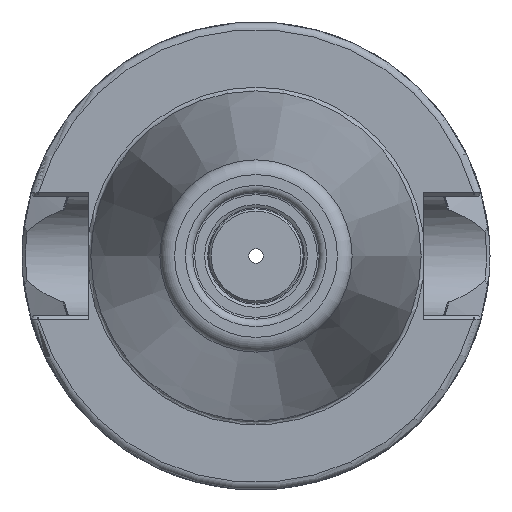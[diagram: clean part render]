
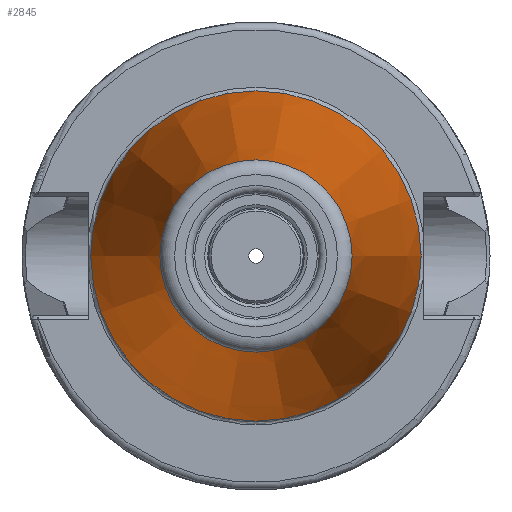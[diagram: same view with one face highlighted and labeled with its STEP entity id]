
A CAD part, left-side view. The second image highlights one B-rep face of the part: STEP entity #2845.
In plain terms, the highlighted conical face has half-angle 8.297 degrees and reference radius 17.581 mm.
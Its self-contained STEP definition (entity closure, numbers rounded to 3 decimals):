
#162=CONICAL_SURFACE('',#3123,17.581,0.145);
#324=LINE('',#5313,#455);
#455=VECTOR('',#3736,17.581);
#640=FACE_OUTER_BOUND('',#806,.T.);
#806=EDGE_LOOP('',(#2313,#2314,#2315,#2316,#2317,#2318,#2319));
#1011=CIRCLE('',#3119,12.937);
#1012=CIRCLE('',#3120,12.937);
#1013=CIRCLE('',#3121,12.937);
#1015=CIRCLE('',#3124,22.225);
#1016=CIRCLE('',#3125,22.225);
#1291=VERTEX_POINT('',#5301);
#1292=VERTEX_POINT('',#5302);
#1293=VERTEX_POINT('',#5304);
#1294=VERTEX_POINT('',#5309);
#1295=VERTEX_POINT('',#5310);
#1663=EDGE_CURVE('',#1291,#1292,#1011,.T.);
#1664=EDGE_CURVE('',#1293,#1291,#1012,.T.);
#1665=EDGE_CURVE('',#1292,#1293,#1013,.T.);
#1667=EDGE_CURVE('',#1294,#1295,#1015,.T.);
#1668=EDGE_CURVE('',#1295,#1294,#1016,.T.);
#1669=EDGE_CURVE('',#1295,#1293,#324,.T.);
#2313=ORIENTED_EDGE('',*,*,#1667,.F.);
#2314=ORIENTED_EDGE('',*,*,#1668,.F.);
#2315=ORIENTED_EDGE('',*,*,#1669,.T.);
#2316=ORIENTED_EDGE('',*,*,#1664,.T.);
#2317=ORIENTED_EDGE('',*,*,#1663,.T.);
#2318=ORIENTED_EDGE('',*,*,#1665,.T.);
#2319=ORIENTED_EDGE('',*,*,#1669,.F.);
#2845=ADVANCED_FACE('',(#640),#162,.T.);
#3119=AXIS2_PLACEMENT_3D('',#5303,#3722,#3723);
#3120=AXIS2_PLACEMENT_3D('',#5305,#3724,#3725);
#3121=AXIS2_PLACEMENT_3D('',#5306,#3726,#3727);
#3123=AXIS2_PLACEMENT_3D('',#5308,#3730,#3731);
#3124=AXIS2_PLACEMENT_3D('',#5311,#3732,#3733);
#3125=AXIS2_PLACEMENT_3D('',#5312,#3734,#3735);
#3722=DIRECTION('center_axis',(1.,0.,0.));
#3723=DIRECTION('ref_axis',(0.,0.,-1.));
#3724=DIRECTION('center_axis',(1.,0.,0.));
#3725=DIRECTION('ref_axis',(0.,0.,-1.));
#3726=DIRECTION('center_axis',(1.,0.,0.));
#3727=DIRECTION('ref_axis',(0.,0.,-1.));
#3730=DIRECTION('center_axis',(1.,0.,0.));
#3731=DIRECTION('ref_axis',(0.,1.,0.));
#3732=DIRECTION('center_axis',(1.,0.,0.));
#3733=DIRECTION('ref_axis',(0.,0.,-1.));
#3734=DIRECTION('center_axis',(1.,0.,0.));
#3735=DIRECTION('ref_axis',(0.,0.,-1.));
#3736=DIRECTION('',(-0.99,0.144,0.));
#5301=CARTESIAN_POINT('',(-63.689,12.937,0.));
#5302=CARTESIAN_POINT('',(-63.689,0.,12.937));
#5303=CARTESIAN_POINT('Origin',(-63.689,0.,
0.));
#5304=CARTESIAN_POINT('',(-63.689,-12.937,0.));
#5305=CARTESIAN_POINT('Origin',(-63.689,0.,
0.));
#5306=CARTESIAN_POINT('Origin',(-63.689,0.,
0.));
#5308=CARTESIAN_POINT('Origin',(-31.844,0.,
0.));
#5309=CARTESIAN_POINT('',(0.,22.225,0.));
#5310=CARTESIAN_POINT('',(0.,-22.225,0.));
#5311=CARTESIAN_POINT('Origin',(0.,0.,
0.));
#5312=CARTESIAN_POINT('Origin',(0.,0.,
0.));
#5313=CARTESIAN_POINT('',(-31.844,-17.581,0.));
